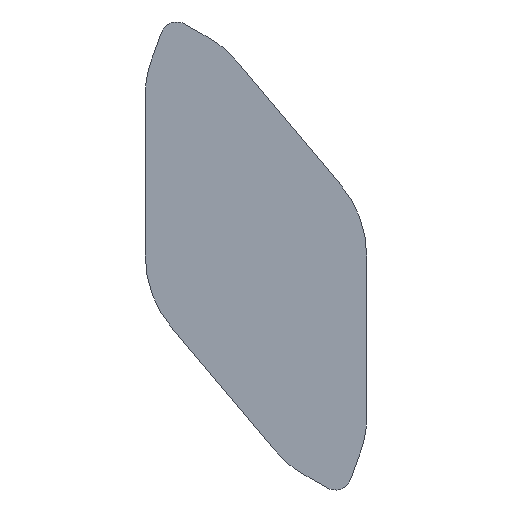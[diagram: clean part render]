
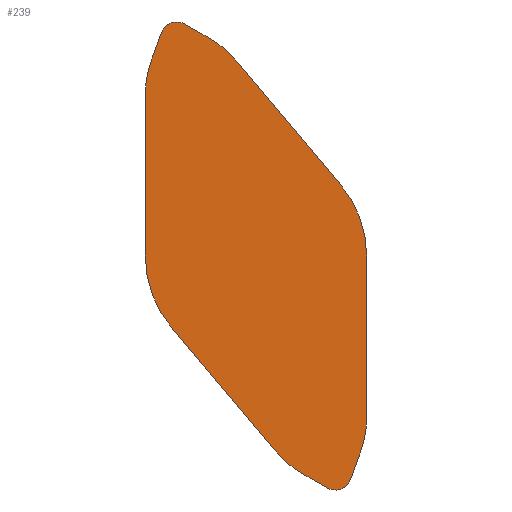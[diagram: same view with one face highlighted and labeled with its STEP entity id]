
A CAD part, top view. The second image highlights one B-rep face of the part: STEP entity #239.
In plain terms, the highlighted planar face has unit normal (0, 0, 1).
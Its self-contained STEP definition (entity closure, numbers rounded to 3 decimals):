
#107=CIRCLE('',#1350,0.8);
#108=CIRCLE('',#1352,2.);
#110=CIRCLE('',#1356,5.);
#111=CIRCLE('',#1358,5.5);
#113=CIRCLE('',#1362,2.);
#115=CIRCLE('',#1366,5.);
#116=CIRCLE('',#1368,5.5);
#118=CIRCLE('',#1372,0.8);
#119=CIRCLE('',#1374,2.);
#121=CIRCLE('',#1378,5.);
#122=CIRCLE('',#1381,2.);
#124=CIRCLE('',#1385,5.);
#239=ADVANCED_FACE('',(#339),#261,.T.);
#261=PLANE('',#1473);
#339=FACE_OUTER_BOUND('',#417,.T.);
#417=EDGE_LOOP('',(#747,#748,#749,#750,#751,#752,#753,#754,#755,#756,#757,
#758,#759,#760,#761,#762,#763,#764,#765,#766));
#747=ORIENTED_EDGE('',*,*,#959,.F.);
#748=ORIENTED_EDGE('',*,*,#954,.F.);
#749=ORIENTED_EDGE('',*,*,#951,.F.);
#750=ORIENTED_EDGE('',*,*,#927,.F.);
#751=ORIENTED_EDGE('',*,*,#933,.F.);
#752=ORIENTED_EDGE('',*,*,#936,.F.);
#753=ORIENTED_EDGE('',*,*,#939,.F.);
#754=ORIENTED_EDGE('',*,*,#924,.F.);
#755=ORIENTED_EDGE('',*,*,#942,.F.);
#756=ORIENTED_EDGE('',*,*,#986,.F.);
#757=ORIENTED_EDGE('',*,*,#998,.F.);
#758=ORIENTED_EDGE('',*,*,#993,.F.);
#759=ORIENTED_EDGE('',*,*,#990,.F.);
#760=ORIENTED_EDGE('',*,*,#970,.F.);
#761=ORIENTED_EDGE('',*,*,#976,.F.);
#762=ORIENTED_EDGE('',*,*,#979,.F.);
#763=ORIENTED_EDGE('',*,*,#982,.F.);
#764=ORIENTED_EDGE('',*,*,#967,.F.);
#765=ORIENTED_EDGE('',*,*,#960,.F.);
#766=ORIENTED_EDGE('',*,*,#946,.F.);
#808=VERTEX_POINT('',#1939);
#809=VERTEX_POINT('',#1941);
#810=VERTEX_POINT('',#1945);
#812=VERTEX_POINT('',#1948);
#816=VERTEX_POINT('',#1997);
#818=VERTEX_POINT('',#2009);
#822=VERTEX_POINT('',#2036);
#825=VERTEX_POINT('',#2044);
#826=VERTEX_POINT('',#2046);
#830=VERTEX_POINT('',#2065);
#832=VERTEX_POINT('',#2077);
#835=VERTEX_POINT('',#2103);
#841=VERTEX_POINT('',#2126);
#842=VERTEX_POINT('',#2130);
#844=VERTEX_POINT('',#2133);
#848=VERTEX_POINT('',#2182);
#850=VERTEX_POINT('',#2194);
#855=VERTEX_POINT('',#2223);
#858=VERTEX_POINT('',#2241);
#860=VERTEX_POINT('',#2253);
#924=EDGE_CURVE('',#808,#809,#1115,.T.);
#927=EDGE_CURVE('',#810,#812,#107,.T.);
#933=EDGE_CURVE('',#816,#810,#108,.T.);
#936=EDGE_CURVE('',#818,#816,#1121,.T.);
#939=EDGE_CURVE('',#809,#818,#110,.T.);
#942=EDGE_CURVE('',#822,#808,#111,.T.);
#946=EDGE_CURVE('',#825,#826,#1126,.T.);
#951=EDGE_CURVE('',#812,#830,#113,.T.);
#954=EDGE_CURVE('',#830,#832,#1131,.T.);
#959=EDGE_CURVE('',#832,#825,#115,.T.);
#960=EDGE_CURVE('',#826,#835,#116,.T.);
#967=EDGE_CURVE('',#835,#841,#1138,.T.);
#970=EDGE_CURVE('',#842,#844,#118,.T.);
#976=EDGE_CURVE('',#848,#842,#119,.T.);
#979=EDGE_CURVE('',#850,#848,#1144,.T.);
#982=EDGE_CURVE('',#841,#850,#121,.T.);
#986=EDGE_CURVE('',#855,#822,#1148,.T.);
#990=EDGE_CURVE('',#844,#858,#122,.T.);
#993=EDGE_CURVE('',#858,#860,#1152,.T.);
#998=EDGE_CURVE('',#860,#855,#124,.T.);
#1115=LINE('',#1940,#1199);
#1121=LINE('',#2011,#1205);
#1126=LINE('',#2045,#1210);
#1131=LINE('',#2076,#1215);
#1138=LINE('',#2125,#1222);
#1144=LINE('',#2196,#1228);
#1148=LINE('',#2224,#1232);
#1152=LINE('',#2252,#1236);
#1199=VECTOR('',#1485,1.);
#1205=VECTOR('',#1501,1.);
#1210=VECTOR('',#1520,1.);
#1215=VECTOR('',#1531,1.);
#1222=VECTOR('',#1552,1.);
#1228=VECTOR('',#1568,1.);
#1232=VECTOR('',#1580,1.);
#1236=VECTOR('',#1590,1.);
#1350=AXIS2_PLACEMENT_3D('',#1947,#1490,#1491);
#1352=AXIS2_PLACEMENT_3D('',#1999,#1496,#1497);
#1356=AXIS2_PLACEMENT_3D('',#2016,#1507,#1508);
#1358=AXIS2_PLACEMENT_3D('',#2037,#1512,#1513);
#1362=AXIS2_PLACEMENT_3D('',#2064,#1526,#1527);
#1366=AXIS2_PLACEMENT_3D('',#2100,#1538,#1539);
#1368=AXIS2_PLACEMENT_3D('',#2102,#1542,#1543);
#1372=AXIS2_PLACEMENT_3D('',#2132,#1557,#1558);
#1374=AXIS2_PLACEMENT_3D('',#2184,#1563,#1564);
#1378=AXIS2_PLACEMENT_3D('',#2201,#1574,#1575);
#1381=AXIS2_PLACEMENT_3D('',#2240,#1585,#1586);
#1385=AXIS2_PLACEMENT_3D('',#2276,#1597,#1598);
#1473=AXIS2_PLACEMENT_3D('',#3146,#1815,#1816);
#1485=DIRECTION('',(0.,1.,0.));
#1490=DIRECTION('',(0.,0.,-1.));
#1491=DIRECTION('',(1.,0.,0.));
#1496=DIRECTION('',(0.,0.,-1.));
#1497=DIRECTION('',(1.,0.,0.));
#1501=DIRECTION('',(0.342,0.94,0.));
#1507=DIRECTION('',(0.,0.,-1.));
#1508=DIRECTION('',(1.,0.,0.));
#1512=DIRECTION('',(0.,0.,-1.));
#1513=DIRECTION('',(1.,0.,0.));
#1520=DIRECTION('',(0.643,-0.766,0.));
#1526=DIRECTION('',(0.,0.,-1.));
#1527=DIRECTION('',(1.,0.,0.));
#1531=DIRECTION('',(0.866,-0.5,0.));
#1538=DIRECTION('',(0.,0.,-1.));
#1539=DIRECTION('',(1.,0.,0.));
#1542=DIRECTION('',(0.,0.,-1.));
#1543=DIRECTION('',(1.,0.,0.));
#1552=DIRECTION('',(0.,-1.,0.));
#1557=DIRECTION('',(0.,0.,-1.));
#1558=DIRECTION('',(1.,0.,0.));
#1563=DIRECTION('',(0.,0.,-1.));
#1564=DIRECTION('',(1.,0.,0.));
#1568=DIRECTION('',(-0.342,-0.94,0.));
#1574=DIRECTION('',(0.,0.,-1.));
#1575=DIRECTION('',(1.,0.,0.));
#1580=DIRECTION('',(-0.643,0.766,0.));
#1585=DIRECTION('',(0.,0.,-1.));
#1586=DIRECTION('',(1.,0.,0.));
#1590=DIRECTION('',(-0.866,0.5,0.));
#1597=DIRECTION('',(0.,0.,-1.));
#1598=DIRECTION('',(1.,0.,0.));
#1815=DIRECTION('',(0.,0.,1.));
#1816=DIRECTION('',(1.,0.,0.));
#1939=CARTESIAN_POINT('',(-5.5,0.,0.));
#1940=CARTESIAN_POINT('',(-5.5,-16.,0.));
#1941=CARTESIAN_POINT('',(-5.5,8.032,0.));
#1945=CARTESIAN_POINT('',(-4.669,11.174,0.));
#1947=CARTESIAN_POINT('',(-3.944,10.836,0.));
#1948=CARTESIAN_POINT('',(-3.606,11.561,0.));
#1997=CARTESIAN_POINT('',(-4.736,11.013,0.));
#1999=CARTESIAN_POINT('',(-2.856,10.329,0.));
#2009=CARTESIAN_POINT('',(-5.198,9.742,0.));
#2011=CARTESIAN_POINT('',(-5.198,9.742,0.));
#2016=CARTESIAN_POINT('',(-0.5,8.032,0.));
#2036=CARTESIAN_POINT('',(-4.213,-3.535,0.));
#2037=CARTESIAN_POINT('',(0.,0.,0.));
#2044=CARTESIAN_POINT('',(-0.95,9.688,0.));
#2045=CARTESIAN_POINT('',(14.498,-8.721,0.));
#2046=CARTESIAN_POINT('',(4.213,3.535,0.));
#2064=CARTESIAN_POINT('',(-4.451,9.749,0.));
#2065=CARTESIAN_POINT('',(-3.451,11.481,0.));
#2076=CARTESIAN_POINT('',(-2.28,10.804,0.));
#2077=CARTESIAN_POINT('',(-2.28,10.804,0.));
#2100=CARTESIAN_POINT('',(-4.78,6.474,0.));
#2102=CARTESIAN_POINT('',(0.,0.,0.));
#2103=CARTESIAN_POINT('',(5.5,0.,0.));
#2125=CARTESIAN_POINT('',(5.5,16.,0.));
#2126=CARTESIAN_POINT('',(5.5,-8.032,0.));
#2130=CARTESIAN_POINT('',(4.669,-11.174,0.));
#2132=CARTESIAN_POINT('',(3.944,-10.836,0.));
#2133=CARTESIAN_POINT('',(3.606,-11.561,0.));
#2182=CARTESIAN_POINT('',(4.736,-11.013,0.));
#2184=CARTESIAN_POINT('',(2.856,-10.329,0.));
#2194=CARTESIAN_POINT('',(5.198,-9.742,0.));
#2196=CARTESIAN_POINT('',(5.198,-9.742,0.));
#2201=CARTESIAN_POINT('',(0.5,-8.032,0.));
#2223=CARTESIAN_POINT('',(0.95,-9.688,0.));
#2224=CARTESIAN_POINT('',(-14.498,8.721,0.));
#2240=CARTESIAN_POINT('',(4.451,-9.749,0.));
#2241=CARTESIAN_POINT('',(3.451,-11.481,0.));
#2252=CARTESIAN_POINT('',(2.28,-10.804,0.));
#2253=CARTESIAN_POINT('',(2.28,-10.804,0.));
#2276=CARTESIAN_POINT('',(4.78,-6.474,0.));
#3146=CARTESIAN_POINT('',(0.,0.,0.));
